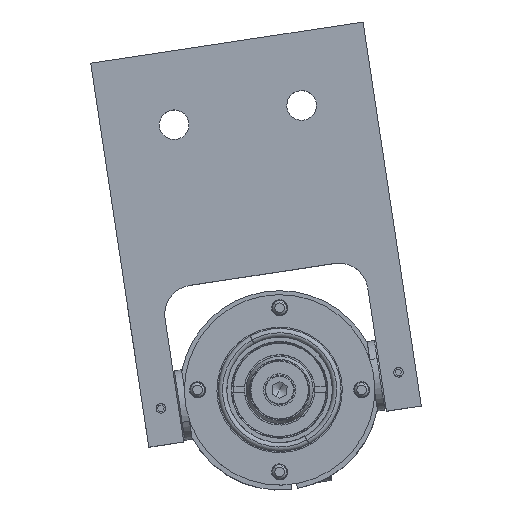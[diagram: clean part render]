
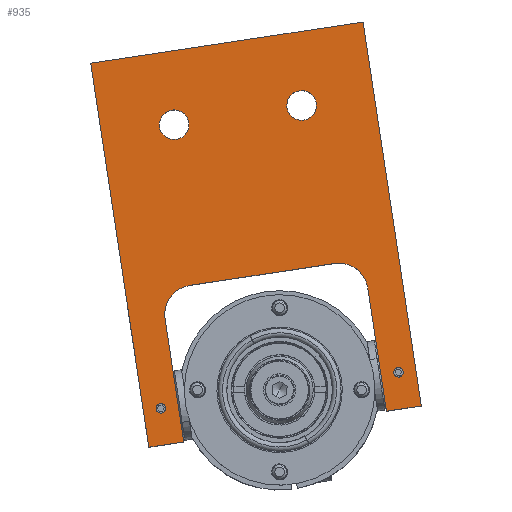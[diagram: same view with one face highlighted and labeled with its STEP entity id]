
A CAD part, top view. The second image highlights one B-rep face of the part: STEP entity #935.
In plain terms, the highlighted face is planar.
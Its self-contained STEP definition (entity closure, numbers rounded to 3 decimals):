
#80=CARTESIAN_POINT('Vertex',(-99.434,-12.5,19.577)) ;
#85=CARTESIAN_POINT('Axis2P3D Location',(-95.,-12.5,22.)) ;
#89=CARTESIAN_POINT('Vertex',(-90.566,-12.5,24.423)) ;
#111=CARTESIAN_POINT('Axis2P3D Location',(-95.,-12.5,22.)) ;
#139=CARTESIAN_POINT('Vertex',(-40.,-12.5,25.)) ;
#153=CARTESIAN_POINT('Vertex',(-30.,-12.5,35.)) ;
#156=CARTESIAN_POINT('Axis2P3D Location',(-30.,-12.5,25.)) ;
#173=CARTESIAN_POINT('Line Origine',(-40.,-12.5,0.)) ;
#177=CARTESIAN_POINT('Vertex',(-40.,-12.5,-25.)) ;
#210=CARTESIAN_POINT('Vertex',(-30.,-12.5,-35.)) ;
#218=CARTESIAN_POINT('Axis2P3D Location',(-30.,-12.5,-25.)) ;
#235=CARTESIAN_POINT('Line Origine',(-8.75,-12.5,-35.)) ;
#239=CARTESIAN_POINT('Vertex',(12.5,-12.5,-35.)) ;
#284=CARTESIAN_POINT('Line Origine',(12.5,-12.5,-41.)) ;
#288=CARTESIAN_POINT('Vertex',(12.5,-12.5,-47.)) ;
#315=CARTESIAN_POINT('Line Origine',(-53.75,-12.5,-47.)) ;
#319=CARTESIAN_POINT('Vertex',(-120.,-12.5,-47.)) ;
#364=CARTESIAN_POINT('Line Origine',(-120.,-12.5,0.)) ;
#368=CARTESIAN_POINT('Vertex',(-120.,-12.5,47.)) ;
#395=CARTESIAN_POINT('Line Origine',(-53.75,-12.5,47.)) ;
#399=CARTESIAN_POINT('Vertex',(12.5,-12.5,47.)) ;
#439=CARTESIAN_POINT('Line Origine',(12.5,-12.5,41.)) ;
#443=CARTESIAN_POINT('Vertex',(12.5,-12.5,35.)) ;
#475=CARTESIAN_POINT('Line Origine',(-8.75,-12.5,35.)) ;
#735=CARTESIAN_POINT('Vertex',(-1.423,-12.5,-41.777)) ;
#738=CARTESIAN_POINT('Axis2P3D Location',(0.,-12.5,-41.)) ;
#742=CARTESIAN_POINT('Vertex',(1.423,-12.5,-40.223)) ;
#757=CARTESIAN_POINT('Axis2P3D Location',(0.,-12.5,-41.)) ;
#778=CARTESIAN_POINT('Vertex',(1.423,-12.5,41.777)) ;
#781=CARTESIAN_POINT('Axis2P3D Location',(0.,-12.5,41.)) ;
#785=CARTESIAN_POINT('Vertex',(-1.423,-12.5,40.223)) ;
#800=CARTESIAN_POINT('Axis2P3D Location',(0.,-12.5,41.)) ;
#888=CARTESIAN_POINT('Axis2P3D Location',(0.,-12.5,0.)) ;
#905=CARTESIAN_POINT('Axis2P3D Location',(-95.,-12.5,-22.)) ;
#909=CARTESIAN_POINT('Vertex',(-99.434,-12.5,-24.423)) ;
#911=CARTESIAN_POINT('Vertex',(-90.566,-12.5,-19.577)) ;
#914=CARTESIAN_POINT('Axis2P3D Location',(-95.,-12.5,-22.)) ;
#86=DIRECTION('Axis2P3D Direction',(0.,-1.,-0.)) ;
#112=DIRECTION('Axis2P3D Direction',(0.,-1.,-0.)) ;
#157=DIRECTION('Axis2P3D Direction',(0.,1.,0.)) ;
#174=DIRECTION('Vector Direction',(0.,0.,1.)) ;
#219=DIRECTION('Axis2P3D Direction',(0.,1.,0.)) ;
#236=DIRECTION('Vector Direction',(-1.,0.,0.)) ;
#285=DIRECTION('Vector Direction',(0.,0.,1.)) ;
#316=DIRECTION('Vector Direction',(1.,0.,0.)) ;
#365=DIRECTION('Vector Direction',(0.,0.,-1.)) ;
#396=DIRECTION('Vector Direction',(-1.,0.,0.)) ;
#440=DIRECTION('Vector Direction',(0.,0.,1.)) ;
#476=DIRECTION('Vector Direction',(1.,0.,0.)) ;
#739=DIRECTION('Axis2P3D Direction',(0.,-1.,0.)) ;
#758=DIRECTION('Axis2P3D Direction',(0.,-1.,0.)) ;
#782=DIRECTION('Axis2P3D Direction',(0.,-1.,-0.)) ;
#801=DIRECTION('Axis2P3D Direction',(0.,-1.,-0.)) ;
#889=DIRECTION('Axis2P3D Direction',(0.,1.,-0.)) ;
#890=DIRECTION('Axis2P3D XDirection',(-1.,0.,0.)) ;
#906=DIRECTION('Axis2P3D Direction',(0.,1.,-0.)) ;
#915=DIRECTION('Axis2P3D Direction',(0.,1.,-0.)) ;
#87=AXIS2_PLACEMENT_3D('Circle Axis2P3D',#85,#86,$) ;
#113=AXIS2_PLACEMENT_3D('Circle Axis2P3D',#111,#112,$) ;
#158=AXIS2_PLACEMENT_3D('Circle Axis2P3D',#156,#157,$) ;
#220=AXIS2_PLACEMENT_3D('Circle Axis2P3D',#218,#219,$) ;
#740=AXIS2_PLACEMENT_3D('Circle Axis2P3D',#738,#739,$) ;
#759=AXIS2_PLACEMENT_3D('Circle Axis2P3D',#757,#758,$) ;
#783=AXIS2_PLACEMENT_3D('Circle Axis2P3D',#781,#782,$) ;
#802=AXIS2_PLACEMENT_3D('Circle Axis2P3D',#800,#801,$) ;
#891=AXIS2_PLACEMENT_3D('Plane Axis2P3D',#888,#889,#890) ;
#907=AXIS2_PLACEMENT_3D('Circle Axis2P3D',#905,#906,$) ;
#916=AXIS2_PLACEMENT_3D('Circle Axis2P3D',#914,#915,$) ;
#894=ORIENTED_EDGE('',*,*,#479,.F.) ;
#895=ORIENTED_EDGE('',*,*,#445,.F.) ;
#896=ORIENTED_EDGE('',*,*,#401,.F.) ;
#897=ORIENTED_EDGE('',*,*,#370,.F.) ;
#898=ORIENTED_EDGE('',*,*,#321,.F.) ;
#899=ORIENTED_EDGE('',*,*,#290,.F.) ;
#900=ORIENTED_EDGE('',*,*,#241,.F.) ;
#901=ORIENTED_EDGE('',*,*,#222,.T.) ;
#902=ORIENTED_EDGE('',*,*,#179,.F.) ;
#903=ORIENTED_EDGE('',*,*,#160,.T.) ;
#920=ORIENTED_EDGE('',*,*,#913,.T.) ;
#921=ORIENTED_EDGE('',*,*,#918,.T.) ;
#924=ORIENTED_EDGE('',*,*,#91,.T.) ;
#925=ORIENTED_EDGE('',*,*,#115,.T.) ;
#928=ORIENTED_EDGE('',*,*,#761,.T.) ;
#929=ORIENTED_EDGE('',*,*,#744,.T.) ;
#932=ORIENTED_EDGE('',*,*,#804,.T.) ;
#933=ORIENTED_EDGE('',*,*,#787,.T.) ;
#922=FACE_BOUND('',#919,.T.) ;
#926=FACE_BOUND('',#923,.T.) ;
#930=FACE_BOUND('',#927,.T.) ;
#934=FACE_BOUND('',#931,.T.) ;
#175=VECTOR('Line Direction',#174,1.) ;
#237=VECTOR('Line Direction',#236,1.) ;
#286=VECTOR('Line Direction',#285,1.) ;
#317=VECTOR('Line Direction',#316,1.) ;
#366=VECTOR('Line Direction',#365,1.) ;
#397=VECTOR('Line Direction',#396,1.) ;
#441=VECTOR('Line Direction',#440,1.) ;
#477=VECTOR('Line Direction',#476,1.) ;
#935=ADVANCED_FACE('Hauptk\X2\00F6\X0\rper',(#904,#922,#926,#930,#934),#892,.F.) ;
#88=CIRCLE('generated circle',#87,5.053) ;
#114=CIRCLE('generated circle',#113,5.053) ;
#159=CIRCLE('generated circle',#158,10.) ;
#221=CIRCLE('generated circle',#220,10.) ;
#741=CIRCLE('generated circle',#740,1.621) ;
#760=CIRCLE('generated circle',#759,1.621) ;
#784=CIRCLE('generated circle',#783,1.621) ;
#803=CIRCLE('generated circle',#802,1.621) ;
#908=CIRCLE('generated circle',#907,5.053) ;
#917=CIRCLE('generated circle',#916,5.053) ;
#91=EDGE_CURVE('',#90,#81,#88,.F.) ;
#115=EDGE_CURVE('',#81,#90,#114,.F.) ;
#160=EDGE_CURVE('',#140,#154,#159,.T.) ;
#179=EDGE_CURVE('',#140,#178,#176,.F.) ;
#222=EDGE_CURVE('',#211,#178,#221,.T.) ;
#241=EDGE_CURVE('',#211,#240,#238,.F.) ;
#290=EDGE_CURVE('',#240,#289,#287,.F.) ;
#321=EDGE_CURVE('',#289,#320,#318,.F.) ;
#370=EDGE_CURVE('',#320,#369,#367,.F.) ;
#401=EDGE_CURVE('',#369,#400,#398,.F.) ;
#445=EDGE_CURVE('',#400,#444,#442,.F.) ;
#479=EDGE_CURVE('',#444,#154,#478,.F.) ;
#744=EDGE_CURVE('',#743,#736,#741,.F.) ;
#761=EDGE_CURVE('',#736,#743,#760,.F.) ;
#787=EDGE_CURVE('',#786,#779,#784,.F.) ;
#804=EDGE_CURVE('',#779,#786,#803,.F.) ;
#913=EDGE_CURVE('',#910,#912,#908,.T.) ;
#918=EDGE_CURVE('',#912,#910,#917,.T.) ;
#893=EDGE_LOOP('',(#894,#895,#896,#897,#898,#899,#900,#901,#902,#903)) ;
#919=EDGE_LOOP('',(#920,#921)) ;
#923=EDGE_LOOP('',(#924,#925)) ;
#927=EDGE_LOOP('',(#928,#929)) ;
#931=EDGE_LOOP('',(#932,#933)) ;
#904=FACE_OUTER_BOUND('',#893,.T.) ;
#176=LINE('Line',#173,#175) ;
#238=LINE('Line',#235,#237) ;
#287=LINE('Line',#284,#286) ;
#318=LINE('Line',#315,#317) ;
#367=LINE('Line',#364,#366) ;
#398=LINE('Line',#395,#397) ;
#442=LINE('Line',#439,#441) ;
#478=LINE('Line',#475,#477) ;
#892=PLANE('Plane',#891) ;
#81=VERTEX_POINT('',#80) ;
#90=VERTEX_POINT('',#89) ;
#140=VERTEX_POINT('',#139) ;
#154=VERTEX_POINT('',#153) ;
#178=VERTEX_POINT('',#177) ;
#211=VERTEX_POINT('',#210) ;
#240=VERTEX_POINT('',#239) ;
#289=VERTEX_POINT('',#288) ;
#320=VERTEX_POINT('',#319) ;
#369=VERTEX_POINT('',#368) ;
#400=VERTEX_POINT('',#399) ;
#444=VERTEX_POINT('',#443) ;
#736=VERTEX_POINT('',#735) ;
#743=VERTEX_POINT('',#742) ;
#779=VERTEX_POINT('',#778) ;
#786=VERTEX_POINT('',#785) ;
#910=VERTEX_POINT('',#909) ;
#912=VERTEX_POINT('',#911) ;
